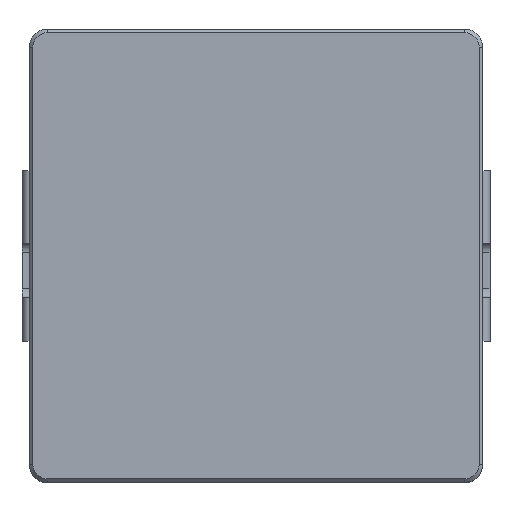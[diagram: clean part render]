
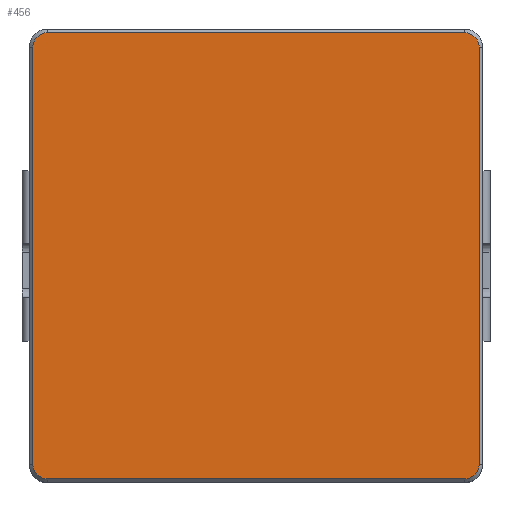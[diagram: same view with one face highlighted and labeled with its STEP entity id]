
A CAD part, top view. The second image highlights one B-rep face of the part: STEP entity #456.
In plain terms, the highlighted planar face has unit normal (0, 0, 1).
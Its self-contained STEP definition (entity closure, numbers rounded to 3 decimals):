
#129 = EDGE_CURVE ( 'NONE', #3117, #6285, #2930, .T. ) ;
#133 = AXIS2_PLACEMENT_3D ( 'NONE', #6436, #2090, #4660 ) ;
#456 = ADVANCED_FACE ( 'NONE', ( #4143 ), #7724, .T. ) ;
#501 = CARTESIAN_POINT ( 'NONE',  ( 5.75, 6.15, 6.3 ) ) ;
#606 = CARTESIAN_POINT ( 'NONE',  ( 5.75, -6.15, 6.3 ) ) ;
#693 = DIRECTION ( 'NONE',  ( -1., 0., 0. ) ) ;
#835 = EDGE_CURVE ( 'NONE', #7198, #5083, #1424, .T. ) ;
#867 = DIRECTION ( 'NONE',  ( 0., 1., 0. ) ) ;
#878 = EDGE_CURVE ( 'NONE', #1566, #4251, #904, .T. ) ;
#904 = CIRCLE ( 'NONE', #3058, 0.4 ) ;
#1250 = DIRECTION ( 'NONE',  ( 0., 0., 1. ) ) ;
#1287 = CARTESIAN_POINT ( 'NONE',  ( 5.75, 5.75, 6.3 ) ) ;
#1351 = CARTESIAN_POINT ( 'NONE',  ( -5.75, 6.15, 6.3 ) ) ;
#1424 = CIRCLE ( 'NONE', #2419, 0.4 ) ;
#1473 = CARTESIAN_POINT ( 'NONE',  ( 6.15, 5.75, 6.3 ) ) ;
#1566 = VERTEX_POINT ( 'NONE', #1473 ) ;
#1568 = AXIS2_PLACEMENT_3D ( 'NONE', #5159, #2072, #4490 ) ;
#1615 = EDGE_CURVE ( 'NONE', #2444, #1566, #6290, .T. ) ;
#2072 = DIRECTION ( 'NONE',  ( 0., 0., 1. ) ) ;
#2090 = DIRECTION ( 'NONE',  ( 0., 0., 1. ) ) ;
#2300 = VECTOR ( 'NONE', #3019, 1000. ) ;
#2398 = EDGE_LOOP ( 'NONE', ( #5056, #3421, #4905, #6121, #2454, #5258, #6181, #3988 ) ) ;
#2419 = AXIS2_PLACEMENT_3D ( 'NONE', #4344, #7304, #693 ) ;
#2432 = DIRECTION ( 'NONE',  ( 0., -1., 0. ) ) ;
#2441 = VECTOR ( 'NONE', #7369, 1000. ) ;
#2444 = VERTEX_POINT ( 'NONE', #2560 ) ;
#2454 = ORIENTED_EDGE ( 'NONE', *, *, #3012, .T. ) ;
#2467 = LINE ( 'NONE', #6673, #2300 ) ;
#2560 = CARTESIAN_POINT ( 'NONE',  ( 6.15, -5.75, 6.3 ) ) ;
#2930 = CIRCLE ( 'NONE', #133, 0.4 ) ;
#2937 = VECTOR ( 'NONE', #867, 1000. ) ;
#2939 = VERTEX_POINT ( 'NONE', #606 ) ;
#2991 = CARTESIAN_POINT ( 'NONE',  ( 0., 0., 6.3 ) ) ;
#3012 = EDGE_CURVE ( 'NONE', #5083, #3117, #2467, .T. ) ;
#3019 = DIRECTION ( 'NONE',  ( 0., -1., 0. ) ) ;
#3058 = AXIS2_PLACEMENT_3D ( 'NONE', #1287, #5558, #4418 ) ;
#3117 = VERTEX_POINT ( 'NONE', #4965 ) ;
#3421 = ORIENTED_EDGE ( 'NONE', *, *, #878, .T. ) ;
#3546 = EDGE_CURVE ( 'NONE', #6285, #2939, #4957, .T. ) ;
#3723 = CARTESIAN_POINT ( 'NONE',  ( 0., -6.15, 6.3 ) ) ;
#3762 = DIRECTION ( 'NONE',  ( -1., 0., 0. ) ) ;
#3988 = ORIENTED_EDGE ( 'NONE', *, *, #6837, .T. ) ;
#4089 = VECTOR ( 'NONE', #3762, 1000. ) ;
#4143 = FACE_OUTER_BOUND ( 'NONE', #2398, .T. ) ;
#4251 = VERTEX_POINT ( 'NONE', #501 ) ;
#4344 = CARTESIAN_POINT ( 'NONE',  ( -5.75, 5.75, 6.3 ) ) ;
#4418 = DIRECTION ( 'NONE',  ( -1., 0., 0. ) ) ;
#4490 = DIRECTION ( 'NONE',  ( -1., 0., 0. ) ) ;
#4660 = DIRECTION ( 'NONE',  ( -1., 0., 0. ) ) ;
#4905 = ORIENTED_EDGE ( 'NONE', *, *, #6347, .T. ) ;
#4957 = LINE ( 'NONE', #3723, #2441 ) ;
#4965 = CARTESIAN_POINT ( 'NONE',  ( -6.15, -5.75, 6.3 ) ) ;
#5037 = CARTESIAN_POINT ( 'NONE',  ( 6.15, 0., 6.3 ) ) ;
#5056 = ORIENTED_EDGE ( 'NONE', *, *, #1615, .T. ) ;
#5083 = VERTEX_POINT ( 'NONE', #7142 ) ;
#5159 = CARTESIAN_POINT ( 'NONE',  ( 5.75, -5.75, 6.3 ) ) ;
#5258 = ORIENTED_EDGE ( 'NONE', *, *, #129, .T. ) ;
#5547 = CARTESIAN_POINT ( 'NONE',  ( 0., 6.15, 6.3 ) ) ;
#5558 = DIRECTION ( 'NONE',  ( 0., 0., 1. ) ) ;
#6121 = ORIENTED_EDGE ( 'NONE', *, *, #835, .T. ) ;
#6181 = ORIENTED_EDGE ( 'NONE', *, *, #3546, .T. ) ;
#6221 = CARTESIAN_POINT ( 'NONE',  ( -5.75, -6.15, 6.3 ) ) ;
#6285 = VERTEX_POINT ( 'NONE', #6221 ) ;
#6290 = LINE ( 'NONE', #5037, #2937 ) ;
#6347 = EDGE_CURVE ( 'NONE', #4251, #7198, #7372, .T. ) ;
#6436 = CARTESIAN_POINT ( 'NONE',  ( -5.75, -5.75, 6.3 ) ) ;
#6673 = CARTESIAN_POINT ( 'NONE',  ( -6.15, 0., 6.3 ) ) ;
#6760 = CIRCLE ( 'NONE', #1568, 0.4 ) ;
#6837 = EDGE_CURVE ( 'NONE', #2939, #2444, #6760, .T. ) ;
#6973 = AXIS2_PLACEMENT_3D ( 'NONE', #2991, #1250, #2432 ) ;
#7142 = CARTESIAN_POINT ( 'NONE',  ( -6.15, 5.75, 6.3 ) ) ;
#7198 = VERTEX_POINT ( 'NONE', #1351 ) ;
#7304 = DIRECTION ( 'NONE',  ( 0., 0., 1. ) ) ;
#7369 = DIRECTION ( 'NONE',  ( 1., 0., 0. ) ) ;
#7372 = LINE ( 'NONE', #5547, #4089 ) ;
#7724 = PLANE ( 'NONE',  #6973 ) ;
